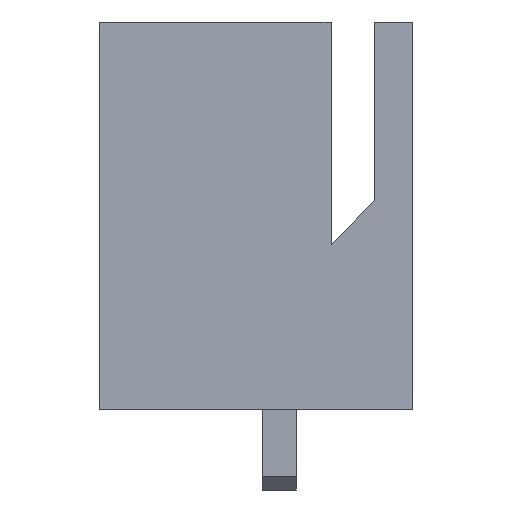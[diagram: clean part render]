
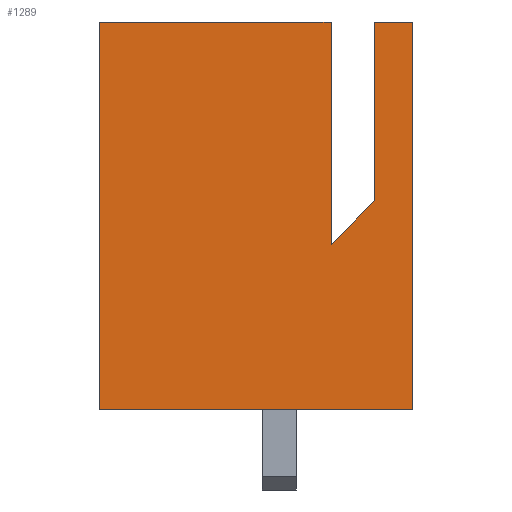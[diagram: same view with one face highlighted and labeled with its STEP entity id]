
A CAD part, left-side view. The second image highlights one B-rep face of the part: STEP entity #1289.
In plain terms, the highlighted planar face has unit normal (-1, 0, 0).
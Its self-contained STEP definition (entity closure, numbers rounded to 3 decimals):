
#51=FACE_OUTER_BOUND('',#121,.T.);
#121=EDGE_LOOP('',(#955,#956,#957,#958,#959,#960,#961,#962));
#227=LINE('',#1876,#409);
#230=LINE('',#1882,#412);
#236=LINE('',#1894,#418);
#237=LINE('',#1896,#419);
#238=LINE('',#1898,#420);
#239=LINE('',#1900,#421);
#240=LINE('',#1902,#422);
#241=LINE('',#1903,#423);
#409=VECTOR('',#1537,1000.);
#412=VECTOR('',#1542,1000.);
#418=VECTOR('',#1552,1000.);
#419=VECTOR('',#1553,1000.);
#420=VECTOR('',#1554,1000.);
#421=VECTOR('',#1555,1000.);
#422=VECTOR('',#1556,1000.);
#423=VECTOR('',#1557,1000.);
#569=VERTEX_POINT('',#1873);
#570=VERTEX_POINT('',#1875);
#572=VERTEX_POINT('',#1881);
#576=VERTEX_POINT('',#1893);
#577=VERTEX_POINT('',#1895);
#578=VERTEX_POINT('',#1897);
#579=VERTEX_POINT('',#1899);
#580=VERTEX_POINT('',#1901);
#707=EDGE_CURVE('',#570,#569,#227,.T.);
#710=EDGE_CURVE('',#572,#570,#230,.T.);
#716=EDGE_CURVE('',#569,#576,#236,.T.);
#717=EDGE_CURVE('',#576,#577,#237,.T.);
#718=EDGE_CURVE('',#578,#577,#238,.T.);
#719=EDGE_CURVE('',#579,#578,#239,.T.);
#720=EDGE_CURVE('',#579,#580,#240,.T.);
#721=EDGE_CURVE('',#580,#572,#241,.T.);
#955=ORIENTED_EDGE('',*,*,#710,.T.);
#956=ORIENTED_EDGE('',*,*,#707,.T.);
#957=ORIENTED_EDGE('',*,*,#716,.T.);
#958=ORIENTED_EDGE('',*,*,#717,.T.);
#959=ORIENTED_EDGE('',*,*,#718,.F.);
#960=ORIENTED_EDGE('',*,*,#719,.F.);
#961=ORIENTED_EDGE('',*,*,#720,.T.);
#962=ORIENTED_EDGE('',*,*,#721,.T.);
#1219=PLANE('',#1375);
#1289=ADVANCED_FACE('',(#51),#1219,.T.);
#1375=AXIS2_PLACEMENT_3D('',#1892,#1550,#1551);
#1537=DIRECTION('',(0.,0.,1.));
#1542=DIRECTION('',(0.,0.707,-0.707));
#1550=DIRECTION('center_axis',(-1.,0.,0.));
#1551=DIRECTION('ref_axis',(0.,0.,1.));
#1552=DIRECTION('',(0.,1.,0.));
#1553=DIRECTION('',(0.,0.,-1.));
#1554=DIRECTION('',(0.,1.,0.));
#1555=DIRECTION('',(0.,0.,-1.));
#1556=DIRECTION('',(0.,1.,0.));
#1557=DIRECTION('',(0.,0.,-1.));
#1873=CARTESIAN_POINT('',(-3.587,-0.965,7.214));
#1875=CARTESIAN_POINT('',(-3.587,-0.965,3.073));
#1876=CARTESIAN_POINT('',(-3.587,-0.965,3.073));
#1881=CARTESIAN_POINT('',(-3.587,-1.778,3.886));
#1882=CARTESIAN_POINT('',(-3.587,-1.778,3.886));
#1892=CARTESIAN_POINT('Origin',(-3.587,-2.489,0.711));
#1893=CARTESIAN_POINT('',(-3.587,3.353,7.214));
#1894=CARTESIAN_POINT('',(-3.587,-2.489,7.214));
#1895=CARTESIAN_POINT('',(-3.587,3.353,0.));
#1896=CARTESIAN_POINT('',(-3.587,3.353,0.711));
#1897=CARTESIAN_POINT('',(-3.587,-2.489,0.));
#1898=CARTESIAN_POINT('',(-3.587,-2.489,0.));
#1899=CARTESIAN_POINT('',(-3.587,-2.489,7.214));
#1900=CARTESIAN_POINT('',(-3.587,-2.489,0.711));
#1901=CARTESIAN_POINT('',(-3.587,-1.778,7.214));
#1902=CARTESIAN_POINT('',(-3.587,-2.489,7.214));
#1903=CARTESIAN_POINT('',(-3.587,-1.778,7.214));
